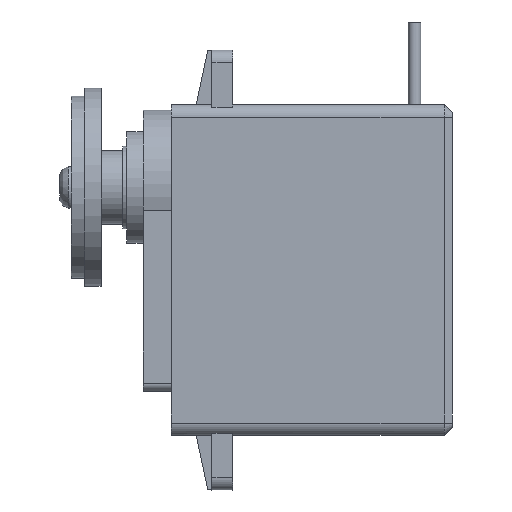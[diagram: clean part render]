
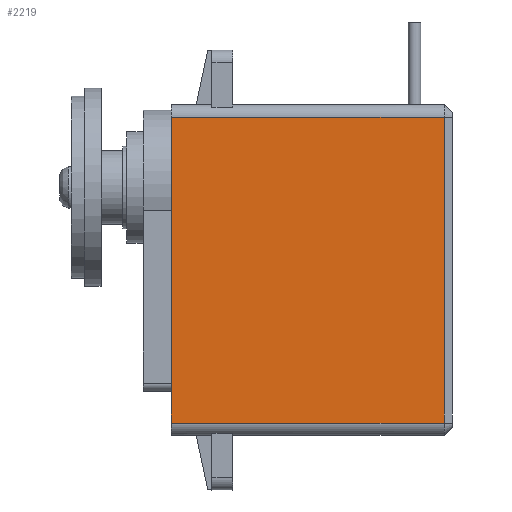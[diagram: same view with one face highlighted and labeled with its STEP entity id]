
A CAD part, left-side view. The second image highlights one B-rep face of the part: STEP entity #2219.
In plain terms, the highlighted planar face has unit normal (-1, 0, 0).
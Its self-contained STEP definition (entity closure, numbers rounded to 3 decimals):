
#243=FACE_OUTER_BOUND('',#382,.T.);
#382=EDGE_LOOP('',(#1654,#1655,#1656,#1657));
#797=LINE('',#3488,#951);
#800=LINE('',#3502,#954);
#801=LINE('',#3503,#955);
#802=LINE('',#3504,#956);
#951=VECTOR('',#2749,33.);
#954=VECTOR('',#2762,33.);
#955=VECTOR('',#2763,37.);
#956=VECTOR('',#2764,37.);
#1113=VERTEX_POINT('',#3486);
#1114=VERTEX_POINT('',#3487);
#1119=VERTEX_POINT('',#3500);
#1120=VERTEX_POINT('',#3501);
#1342=EDGE_CURVE('',#1113,#1114,#797,.T.);
#1349=EDGE_CURVE('',#1119,#1120,#800,.T.);
#1350=EDGE_CURVE('',#1113,#1120,#801,.T.);
#1351=EDGE_CURVE('',#1114,#1119,#802,.T.);
#1654=ORIENTED_EDGE('',*,*,#1349,.T.);
#1655=ORIENTED_EDGE('',*,*,#1350,.F.);
#1656=ORIENTED_EDGE('',*,*,#1342,.T.);
#1657=ORIENTED_EDGE('',*,*,#1351,.T.);
#2143=PLANE('',#2388);
#2219=ADVANCED_FACE('',(#243),#2143,.T.);
#2388=AXIS2_PLACEMENT_3D('',#3499,#2760,#2761);
#2749=DIRECTION('',(0.,1.,0.));
#2760=DIRECTION('center_axis',(-1.,0.,0.));
#2761=DIRECTION('ref_axis',(0.,0.,1.));
#2762=DIRECTION('',(0.,-1.,0.));
#2763=DIRECTION('',(0.,0.,-1.));
#2764=DIRECTION('',(0.,0.,-1.));
#3486=CARTESIAN_POINT('',(-10.,-25.6,8.5));
#3487=CARTESIAN_POINT('',(-10.,7.4,8.5));
#3488=CARTESIAN_POINT('',(-10.,-25.6,8.5));
#3499=CARTESIAN_POINT('Origin',(-10.,7.4,-30.));
#3500=CARTESIAN_POINT('',(-10.,7.4,-28.5));
#3501=CARTESIAN_POINT('',(-10.,-25.6,-28.5));
#3502=CARTESIAN_POINT('',(-10.,7.4,-28.5));
#3503=CARTESIAN_POINT('',(-10.,-25.6,8.5));
#3504=CARTESIAN_POINT('',(-10.,7.4,8.5));
